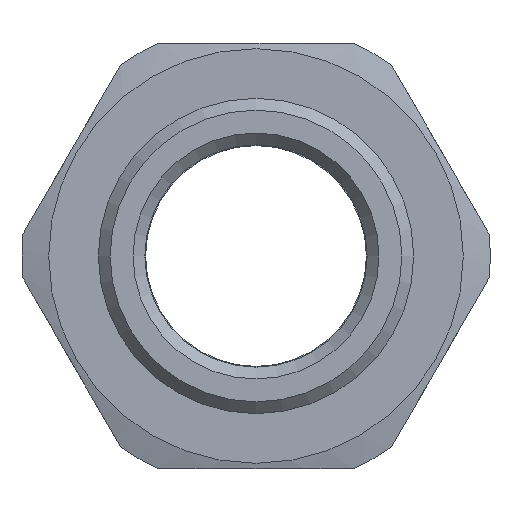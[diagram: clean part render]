
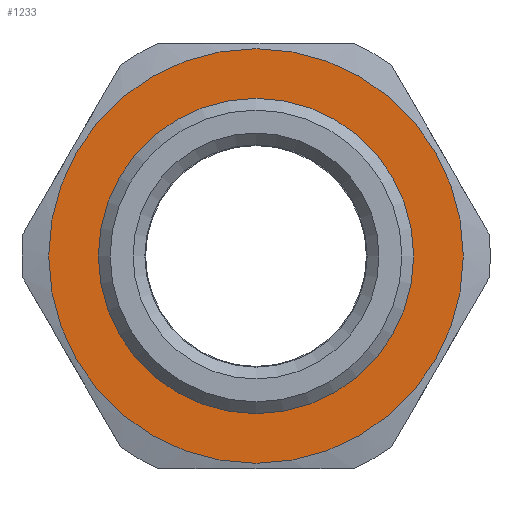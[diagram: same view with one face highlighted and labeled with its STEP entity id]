
A CAD part, left-side view. The second image highlights one B-rep face of the part: STEP entity #1233.
In plain terms, the highlighted planar face has unit normal (-1, 0, 0).
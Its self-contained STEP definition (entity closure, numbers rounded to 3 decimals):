
#13 = ORIENTED_EDGE ( 'NONE', *, *, #984, .T. ) ;
#237 = AXIS2_PLACEMENT_3D ( 'NONE', #941, #1949, #2138 ) ;
#271 = AXIS2_PLACEMENT_3D ( 'NONE', #713, #1395, #1038 ) ;
#416 = PLANE ( 'NONE',  #237 ) ;
#599 = EDGE_LOOP ( 'NONE', ( #1452 ) ) ;
#700 = VERTEX_POINT ( 'NONE', #1049 ) ;
#713 = CARTESIAN_POINT ( 'NONE',  ( 15.3, 0., 0. ) ) ;
#775 = AXIS2_PLACEMENT_3D ( 'NONE', #1403, #1942, #1783 ) ;
#864 = FACE_OUTER_BOUND ( 'NONE', #599, .T. ) ;
#892 = VERTEX_POINT ( 'NONE', #1059 ) ;
#941 = CARTESIAN_POINT ( 'NONE',  ( 15.3, 10., 0. ) ) ;
#971 = FACE_BOUND ( 'NONE', #1923, .T. ) ;
#984 = EDGE_CURVE ( 'NONE', #700, #700, #1560, .T. ) ;
#1038 = DIRECTION ( 'NONE',  ( 0., 0., -1. ) ) ;
#1049 = CARTESIAN_POINT ( 'NONE',  ( 15.3, 0., -10. ) ) ;
#1059 = CARTESIAN_POINT ( 'NONE',  ( 15.3, 0., -13.15 ) ) ;
#1173 = CIRCLE ( 'NONE', #775, 13.15 ) ;
#1180 = EDGE_CURVE ( 'NONE', #892, #892, #1173, .T. ) ;
#1233 = ADVANCED_FACE ( 'NONE', ( #864, #971 ), #416, .F. ) ;
#1395 = DIRECTION ( 'NONE',  ( 1., 0., 0. ) ) ;
#1403 = CARTESIAN_POINT ( 'NONE',  ( 15.3, 0., 0. ) ) ;
#1452 = ORIENTED_EDGE ( 'NONE', *, *, #1180, .F. ) ;
#1560 = CIRCLE ( 'NONE', #271, 10. ) ;
#1783 = DIRECTION ( 'NONE',  ( 0., 0., -1. ) ) ;
#1923 = EDGE_LOOP ( 'NONE', ( #13 ) ) ;
#1942 = DIRECTION ( 'NONE',  ( 1., 0., 0. ) ) ;
#1949 = DIRECTION ( 'NONE',  ( 1., 0., 0. ) ) ;
#2138 = DIRECTION ( 'NONE',  ( 0., 0., -1. ) ) ;
